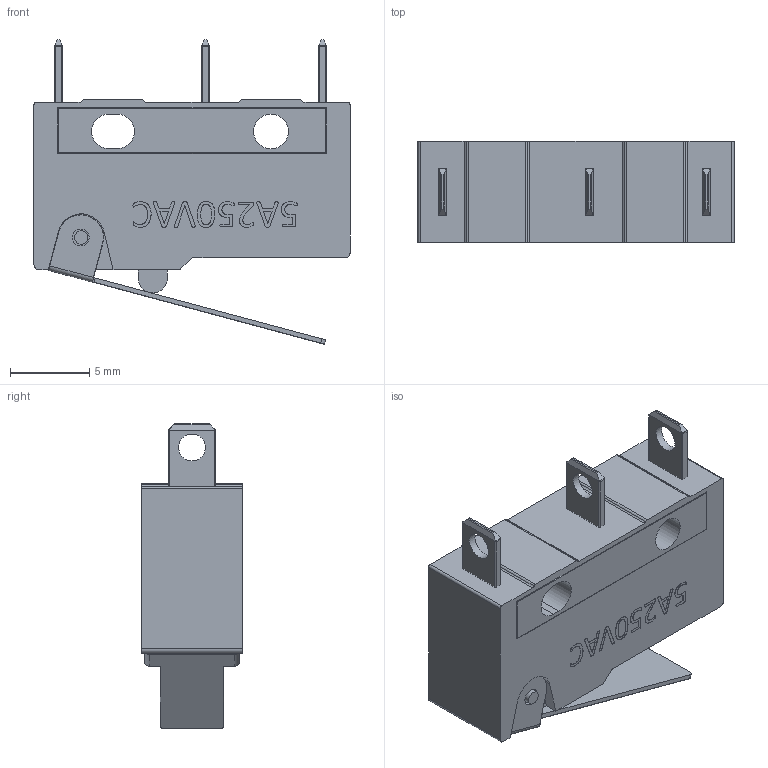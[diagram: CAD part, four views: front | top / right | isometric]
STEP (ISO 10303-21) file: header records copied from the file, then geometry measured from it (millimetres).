
FILE_DESCRIPTION(/* description */ (''),/* implementation_level */ '2;1');
FILE_NAME(/* name */ 'microswith.step',/* time_stamp */ '2018-03-15T13:40:22-05:00',/* author */ (''),/* organization */ (''),/* preprocessor_version */ 'ST-DEVELOPER v16.13',/* originating_system */ 'Autodesk Translation Framework v6.5.0.72',/* authorisation */ '');
FILE_SCHEMA (('AUTOMOTIVE_DESIGN { 1 0 10303 214 3 1 1 }'));
Length unit declared in the file: millimetre
Products named in the file (1): microswith v3
Bounding box: 20 x 6.44 x 19.27 mm (x, y, z)
Volume: 1292.3 mm3; surface area: 1206.6 mm2
Topology: 6 solids, 6 shells, 967 faces, 2681 edges, 1775 vertices
Faces by surface type: bspline 611, plane 267, cylinder 81, torus 8
Full cylindrical faces by diameter (mm): 0.85 x2, 1.068 x2, 1.7 x3, 2.2 x1
Entity records: 36509 total; most frequent: CARTESIAN_POINT 15739, ORIENTED_EDGE 5362, EDGE_CURVE 2681, DIRECTION 2378, VERTEX_POINT 1775, LINE 1302, VECTOR 1302, B_SPLINE_CURVE_WITH_KNOTS 1198
